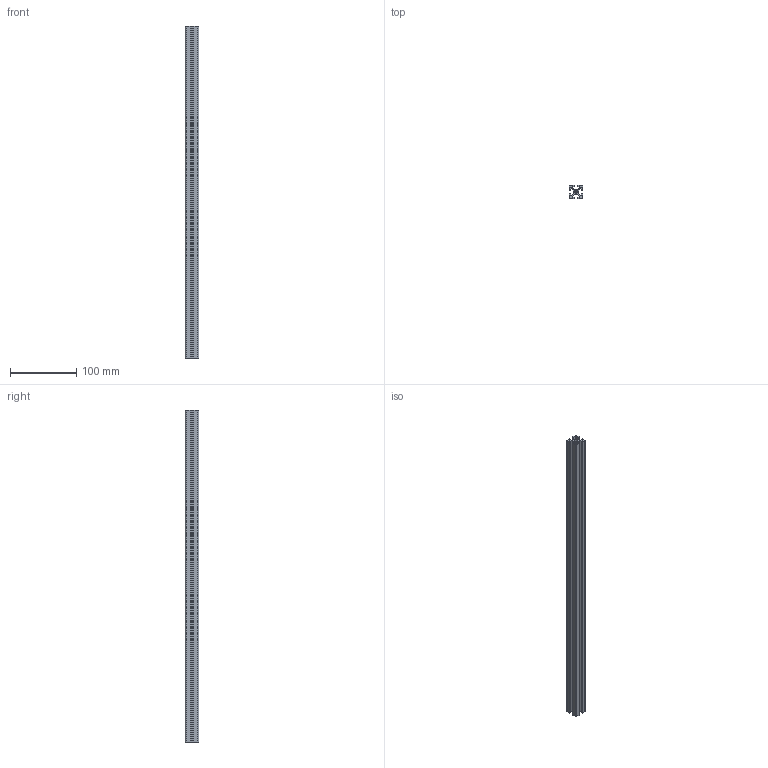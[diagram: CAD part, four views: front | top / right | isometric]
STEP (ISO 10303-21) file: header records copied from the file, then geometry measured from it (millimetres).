
FILE_DESCRIPTION( ( 'STEP AP203' ), '1' );
FILE_NAME( 'HFS5-2020-500_2_03.stp', ' ', ( ' ' ), ( ' ' ), 'PSStep 15.0.47', 'PARTsolutions', ' ' );
FILE_SCHEMA( ( 'CONFIG_CONTROL_DESIGN' ) );
Length unit declared in the file: millimetre
Products named in the file (1): _HFS5-2020-500
Bounding box: 20 x 20 x 500 mm (x, y, z)
Volume: 91067.1 mm3; surface area: 87253.2 mm2
Topology: 1 solids, 1 shells, 63 faces, 183 edges, 122 vertices
Faces by surface type: plane 58, cylinder 5
Full cylindrical faces by diameter (mm): 4.2 x1
Entity records: 2090 total; most frequent: CARTESIAN_POINT 368, ORIENTED_EDGE 364, DIRECTION 320, EDGE_CURVE 182, LINE 172, VECTOR 172, VERTEX_POINT 122, AXIS2_PLACEMENT_3D 74
